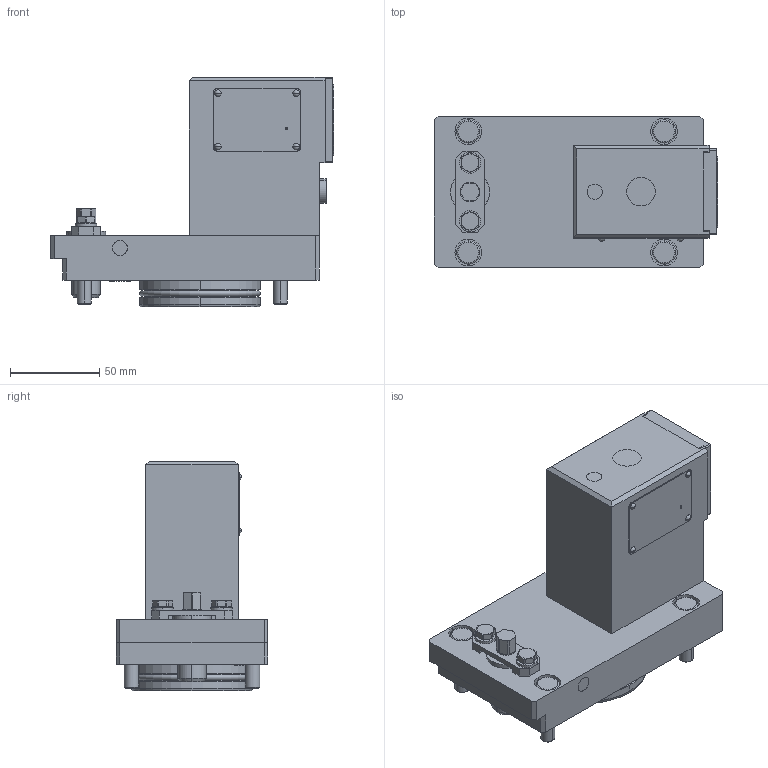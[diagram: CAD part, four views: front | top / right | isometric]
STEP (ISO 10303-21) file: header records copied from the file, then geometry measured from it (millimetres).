
FILE_DESCRIPTION (( 'STEP AP203' ), '1' );
FILE_NAME ('B1B68-QSM.C4-RC.STEP', '2022-04-25T14:09:17', ( '' ), ( '' ), 'SwSTEP 2.0', 'SolidWorks 2021', '' );
FILE_SCHEMA (( 'CONFIG_CONTROL_DESIGN' ));
Length unit declared in the file: millimetre
Products named in the file (1): B1B68-QSM.C4-RC
Bounding box: 159 x 85 x 129 mm (x, y, z)
Surface area: 76835.3 mm2 (no closed solid volume)
Topology: 0 solids, 3 shells, 305 faces, 742 edges, 484 vertices
Faces by surface type: plane 149, cylinder 100, cone 28, torus 12, sphere 8, bspline 8
Entity records: 9204 total; most frequent: CARTESIAN_POINT 1770, DIRECTION 1594, ORIENTED_EDGE 1482, EDGE_CURVE 742, AXIS2_PLACEMENT_3D 600, VERTEX_POINT 484, LINE 394, VECTOR 394
